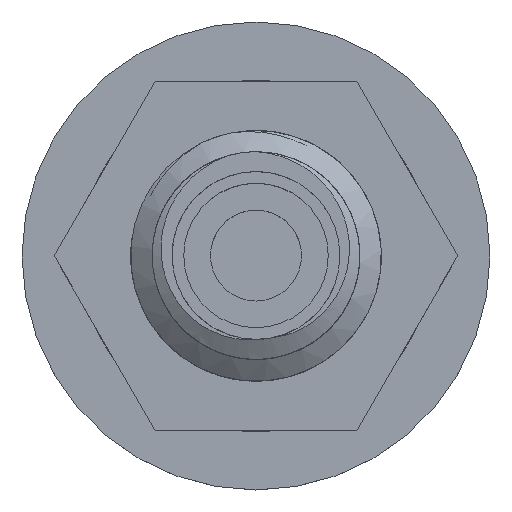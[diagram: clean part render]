
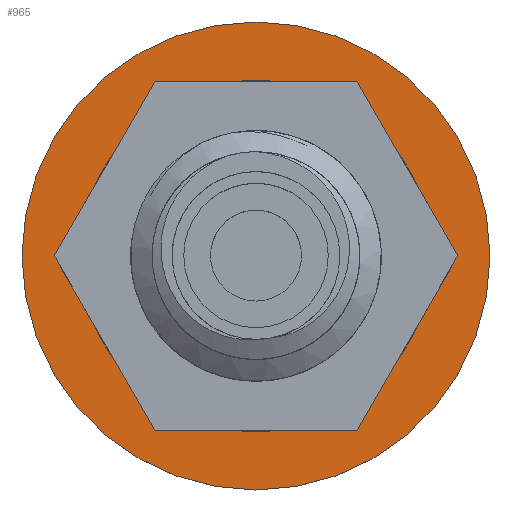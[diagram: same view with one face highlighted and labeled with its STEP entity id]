
A CAD part, top view. The second image highlights one B-rep face of the part: STEP entity #965.
In plain terms, the highlighted planar face has unit normal (0, 0, 1).
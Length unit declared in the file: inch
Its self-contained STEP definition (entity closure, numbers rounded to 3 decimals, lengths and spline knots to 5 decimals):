
#119=VECTOR('',#1155,1.);
#120=VECTOR('',#1156,1.);
#121=VECTOR('',#1157,1.);
#122=VECTOR('',#1158,1.);
#123=VECTOR('',#1159,1.);
#124=VECTOR('',#1160,1.);
#143=LINE('',#1403,#119);
#144=LINE('',#1406,#120);
#145=LINE('',#1408,#121);
#146=LINE('',#1410,#122);
#147=LINE('',#1412,#123);
#148=LINE('',#1414,#124);
#217=PLANE('',#1040);
#251=VERTEX_POINT('',#1378);
#253=VERTEX_POINT('',#1383);
#254=VERTEX_POINT('',#1384);
#255=VERTEX_POINT('',#1386);
#256=VERTEX_POINT('',#1388);
#257=VERTEX_POINT('',#1389);
#258=VERTEX_POINT('',#1391);
#259=VERTEX_POINT('',#1392);
#260=VERTEX_POINT('',#1394);
#261=VERTEX_POINT('',#1395);
#262=VERTEX_POINT('',#1397);
#263=VERTEX_POINT('',#1398);
#264=VERTEX_POINT('',#1400);
#265=VERTEX_POINT('',#1404);
#266=VERTEX_POINT('',#1405);
#267=VERTEX_POINT('',#1407);
#268=VERTEX_POINT('',#1409);
#269=VERTEX_POINT('',#1411);
#270=VERTEX_POINT('',#1413);
#338=CIRCLE('',#1029,0.293);
#341=CIRCLE('',#1033,0.22);
#389=EDGE_CURVE('',#251,#251,#338,.T.);
#392=EDGE_CURVE('',#255,#253,#341,.T.);
#394=EDGE_CURVE('',#257,#256,#341,.T.);
#396=EDGE_CURVE('',#259,#258,#341,.T.);
#398=EDGE_CURVE('',#261,#260,#341,.T.);
#400=EDGE_CURVE('',#263,#262,#341,.T.);
#402=EDGE_CURVE('',#254,#264,#341,.T.);
#403=EDGE_CURVE('',#255,#265,#143,.T.);
#404=EDGE_CURVE('',#266,#253,#143,.T.);
#405=EDGE_CURVE('',#254,#266,#144,.T.);
#406=EDGE_CURVE('',#267,#264,#144,.T.);
#407=EDGE_CURVE('',#263,#267,#145,.T.);
#408=EDGE_CURVE('',#268,#262,#145,.T.);
#409=EDGE_CURVE('',#261,#268,#146,.T.);
#410=EDGE_CURVE('',#269,#260,#146,.T.);
#411=EDGE_CURVE('',#259,#269,#147,.T.);
#412=EDGE_CURVE('',#270,#258,#147,.T.);
#413=EDGE_CURVE('',#257,#270,#148,.T.);
#414=EDGE_CURVE('',#265,#256,#148,.T.);
#537=ORIENTED_EDGE('',*,*,#403,.F.);
#538=ORIENTED_EDGE('',*,*,#392,.T.);
#539=ORIENTED_EDGE('',*,*,#404,.F.);
#540=ORIENTED_EDGE('',*,*,#405,.F.);
#541=ORIENTED_EDGE('',*,*,#402,.T.);
#542=ORIENTED_EDGE('',*,*,#406,.F.);
#543=ORIENTED_EDGE('',*,*,#407,.F.);
#544=ORIENTED_EDGE('',*,*,#400,.T.);
#545=ORIENTED_EDGE('',*,*,#408,.F.);
#546=ORIENTED_EDGE('',*,*,#409,.F.);
#547=ORIENTED_EDGE('',*,*,#398,.T.);
#548=ORIENTED_EDGE('',*,*,#410,.F.);
#549=ORIENTED_EDGE('',*,*,#411,.F.);
#550=ORIENTED_EDGE('',*,*,#396,.T.);
#551=ORIENTED_EDGE('',*,*,#412,.F.);
#552=ORIENTED_EDGE('',*,*,#413,.F.);
#553=ORIENTED_EDGE('',*,*,#394,.T.);
#554=ORIENTED_EDGE('',*,*,#414,.F.);
#555=ORIENTED_EDGE('',*,*,#389,.F.);
#786=EDGE_LOOP('',(#537,#538,#539,#540,#541,#542,#543,#544,#545,#546,#547,
#548,#549,#550,#551,#552,#553,#554));
#787=EDGE_LOOP('',(#555));
#878=FACE_BOUND('',#786,.T.);
#879=FACE_BOUND('',#787,.T.);
#965=ADVANCED_FACE('',(#878,#879),#217,.F.);
#1029=AXIS2_PLACEMENT_3D('',#1377,#1133,#1134);
#1033=AXIS2_PLACEMENT_3D('',#1385,#1141,#1142);
#1040=AXIS2_PLACEMENT_3D('',#1402,#1154,$);
#1133=DIRECTION('',(0.,0.,-1.));
#1134=DIRECTION('',(-0.293,0.,0.));
#1141=DIRECTION('',(0.,0.,-1.));
#1142=DIRECTION('',(-0.22,0.,0.));
#1154=DIRECTION('',(0.,0.,-1.));
#1155=DIRECTION('',(0.5,-0.866,0.));
#1156=DIRECTION('',(-0.5,-0.866,0.));
#1157=DIRECTION('',(-1.,0.,0.));
#1158=DIRECTION('',(-0.5,0.866,0.));
#1159=DIRECTION('',(0.5,0.866,0.));
#1160=DIRECTION('',(1.,0.,0.));
#1377=CARTESIAN_POINT('',(0.,0.,0.54));
#1378=CARTESIAN_POINT('',(-0.293,0.,0.54));
#1383=CARTESIAN_POINT('',(-0.20117,-0.08906,0.54));
#1384=CARTESIAN_POINT('',(-0.20117,0.08906,0.54));
#1385=CARTESIAN_POINT('',(0.,0.,0.54));
#1386=CARTESIAN_POINT('',(-0.17771,-0.12969,0.54));
#1388=CARTESIAN_POINT('',(-0.02346,-0.21875,0.54));
#1389=CARTESIAN_POINT('',(0.02346,-0.21875,0.54));
#1391=CARTESIAN_POINT('',(0.17771,-0.12969,0.54));
#1392=CARTESIAN_POINT('',(0.20117,-0.08906,0.54));
#1394=CARTESIAN_POINT('',(0.20117,0.08906,0.54));
#1395=CARTESIAN_POINT('',(0.17771,0.12969,0.54));
#1397=CARTESIAN_POINT('',(0.02346,0.21875,0.54));
#1398=CARTESIAN_POINT('',(-0.02346,0.21875,0.54));
#1400=CARTESIAN_POINT('',(-0.17771,0.12969,0.54));
#1402=CARTESIAN_POINT('',(0.,0.,0.54));
#1403=CARTESIAN_POINT('',(-0.25259,0.,0.54));
#1404=CARTESIAN_POINT('',(-0.12629,-0.21875,0.54));
#1405=CARTESIAN_POINT('',(-0.25259,0.,0.54));
#1406=CARTESIAN_POINT('',(-0.12629,0.21875,0.54));
#1407=CARTESIAN_POINT('',(-0.12629,0.21875,0.54));
#1408=CARTESIAN_POINT('',(0.12629,0.21875,0.54));
#1409=CARTESIAN_POINT('',(0.12629,0.21875,0.54));
#1410=CARTESIAN_POINT('',(0.25259,0.,0.54));
#1411=CARTESIAN_POINT('',(0.25259,0.,0.54));
#1412=CARTESIAN_POINT('',(0.12629,-0.21875,0.54));
#1413=CARTESIAN_POINT('',(0.12629,-0.21875,0.54));
#1414=CARTESIAN_POINT('',(-0.12629,-0.21875,0.54));
